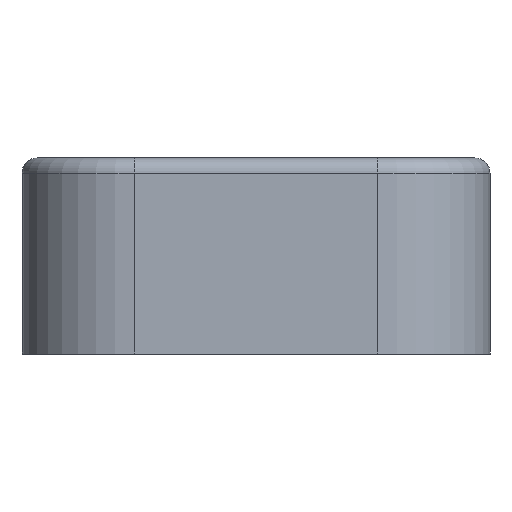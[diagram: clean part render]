
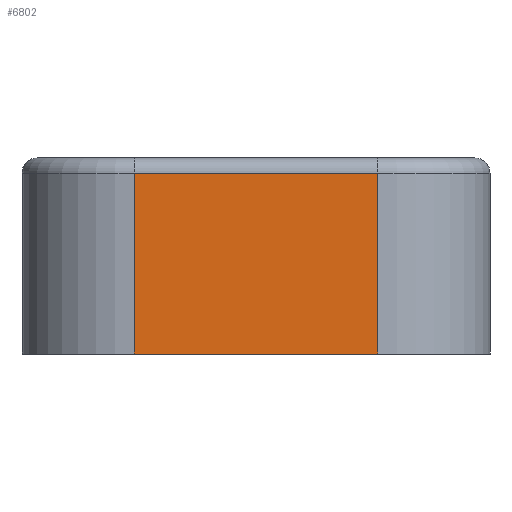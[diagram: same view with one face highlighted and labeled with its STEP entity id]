
A CAD part, left-side view. The second image highlights one B-rep face of the part: STEP entity #6802.
In plain terms, the highlighted planar face has unit normal (-1, 0, 0).
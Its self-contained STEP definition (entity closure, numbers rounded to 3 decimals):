
#1028=FACE_OUTER_BOUND('',#1420,.T.);
#1420=EDGE_LOOP('',(#5886,#5887,#5888,#5889));
#2016=LINE('',#13236,#2628);
#2018=LINE('',#13245,#2630);
#2019=LINE('',#13249,#2631);
#2020=LINE('',#13250,#2632);
#2628=VECTOR('',#9373,10.);
#2630=VECTOR('',#9387,10.);
#2631=VECTOR('',#9392,10.);
#2632=VECTOR('',#9393,10.);
#3223=VERTEX_POINT('',#13230);
#3224=VERTEX_POINT('',#13234);
#3225=VERTEX_POINT('',#13244);
#3226=VERTEX_POINT('',#13248);
#4122=EDGE_CURVE('',#3223,#3224,#2016,.T.);
#4126=EDGE_CURVE('',#3225,#3224,#2018,.T.);
#4128=EDGE_CURVE('',#3226,#3223,#2019,.T.);
#4129=EDGE_CURVE('',#3225,#3226,#2020,.F.);
#5886=ORIENTED_EDGE('',*,*,#4122,.F.);
#5887=ORIENTED_EDGE('',*,*,#4128,.F.);
#5888=ORIENTED_EDGE('',*,*,#4129,.F.);
#5889=ORIENTED_EDGE('',*,*,#4126,.T.);
#6210=PLANE('',#7540);
#6802=ADVANCED_FACE('',(#1028),#6210,.T.);
#7540=AXIS2_PLACEMENT_3D('',#13247,#9390,#9391);
#9373=DIRECTION('',(0.,-1.,0.));
#9387=DIRECTION('',(0.,0.,1.));
#9390=DIRECTION('center_axis',(-1.,0.,0.));
#9391=DIRECTION('ref_axis',(0.,-1.,0.));
#9392=DIRECTION('',(0.,0.,1.));
#9393=DIRECTION('',(0.,-1.,0.));
#13230=CARTESIAN_POINT('',(-4.4,8.,6.6));
#13234=CARTESIAN_POINT('',(-4.4,-8.,6.6));
#13236=CARTESIAN_POINT('',(-4.4,4.,6.6));
#13244=CARTESIAN_POINT('',(-4.4,-8.,-5.3));
#13245=CARTESIAN_POINT('',(-4.4,-8.,5.6));
#13247=CARTESIAN_POINT('Origin',(-4.4,8.,5.6));
#13248=CARTESIAN_POINT('',(-4.4,8.,-5.3));
#13249=CARTESIAN_POINT('',(-4.4,8.,5.6));
#13250=CARTESIAN_POINT('',(-4.4,-4.,-5.3));
